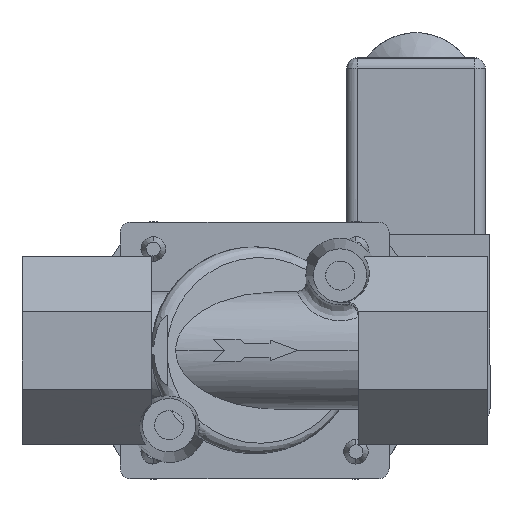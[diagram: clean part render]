
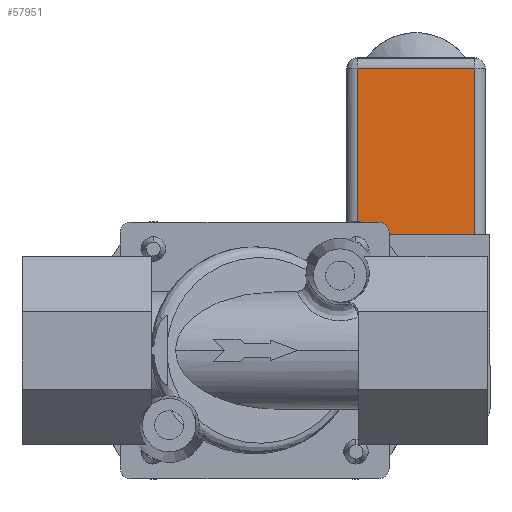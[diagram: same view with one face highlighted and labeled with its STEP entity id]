
A CAD part, front view. The second image highlights one B-rep face of the part: STEP entity #57951.
In plain terms, the highlighted planar face has unit normal (0, -1, 0).
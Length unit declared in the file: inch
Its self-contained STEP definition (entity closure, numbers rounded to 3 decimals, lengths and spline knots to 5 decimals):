
#572 = EDGE_CURVE ( 'NONE', #10512, #5168, #34946, .T. ) ;
#5168 = VERTEX_POINT ( 'NONE', #41704 ) ;
#7266 = CARTESIAN_POINT ( 'NONE',  ( 1.376, 1.329, 0.677 ) ) ;
#10504 = EDGE_LOOP ( 'NONE', ( #28704, #35326, #35539, #48964 ) ) ;
#10512 = VERTEX_POINT ( 'NONE', #28030 ) ;
#11114 = VECTOR ( 'NONE', #16563, 39.37008 ) ;
#11750 = LINE ( 'NONE', #12999, #34172 ) ;
#11812 = DIRECTION ( 'NONE',  ( -1., 0., 0. ) ) ;
#12136 = DIRECTION ( 'NONE',  ( 0., 0., 1. ) ) ;
#12999 = CARTESIAN_POINT ( 'NONE',  ( 0.6, 1.329, 0.9205 ) ) ;
#13969 = LINE ( 'NONE', #56847, #36429 ) ;
#15147 = VERTEX_POINT ( 'NONE', #21690 ) ;
#16374 = CARTESIAN_POINT ( 'NONE',  ( 0.943, 1.329, 1.649 ) ) ;
#16563 = DIRECTION ( 'NONE',  ( -1., 0., 0. ) ) ;
#17262 = DIRECTION ( 'NONE',  ( 1., 0., 0. ) ) ;
#21587 = PLANE ( 'NONE',  #41601 ) ;
#21690 = CARTESIAN_POINT ( 'NONE',  ( 1.286, 1.329, 0.677 ) ) ;
#22012 = DIRECTION ( 'NONE',  ( 0., 0., 1. ) ) ;
#25321 = VERTEX_POINT ( 'NONE', #34740 ) ;
#28030 = CARTESIAN_POINT ( 'NONE',  ( 1.286, 1.329, 1.649 ) ) ;
#28704 = ORIENTED_EDGE ( 'NONE', *, *, #572, .T. ) ;
#30563 = VECTOR ( 'NONE', #11812, 39.37008 ) ;
#34172 = VECTOR ( 'NONE', #22012, 39.37008 ) ;
#34740 = CARTESIAN_POINT ( 'NONE',  ( 0.6, 1.329, 0.677 ) ) ;
#34946 = LINE ( 'NONE', #16374, #11114 ) ;
#35326 = ORIENTED_EDGE ( 'NONE', *, *, #45934, .F. ) ;
#35539 = ORIENTED_EDGE ( 'NONE', *, *, #36594, .F. ) ;
#36429 = VECTOR ( 'NONE', #12136, 39.37008 ) ;
#36594 = EDGE_CURVE ( 'NONE', #15147, #25321, #42522, .T. ) ;
#37174 = FACE_OUTER_BOUND ( 'NONE', #10504, .T. ) ;
#39642 = CARTESIAN_POINT ( 'NONE',  ( 0.943, 1.329, 1.184 ) ) ;
#41601 = AXIS2_PLACEMENT_3D ( 'NONE', #39642, #44183, #17262 ) ;
#41704 = CARTESIAN_POINT ( 'NONE',  ( 0.6, 1.329, 1.649 ) ) ;
#42522 = LINE ( 'NONE', #7266, #30563 ) ;
#43038 = EDGE_CURVE ( 'NONE', #15147, #10512, #13969, .T. ) ;
#44183 = DIRECTION ( 'NONE',  ( 0., -1., 0. ) ) ;
#45934 = EDGE_CURVE ( 'NONE', #25321, #5168, #11750, .T. ) ;
#48964 = ORIENTED_EDGE ( 'NONE', *, *, #43038, .T. ) ;
#56847 = CARTESIAN_POINT ( 'NONE',  ( 1.286, 1.329, 1.184 ) ) ;
#57951 = ADVANCED_FACE ( 'NONE', ( #37174 ), #21587, .T. ) ;
